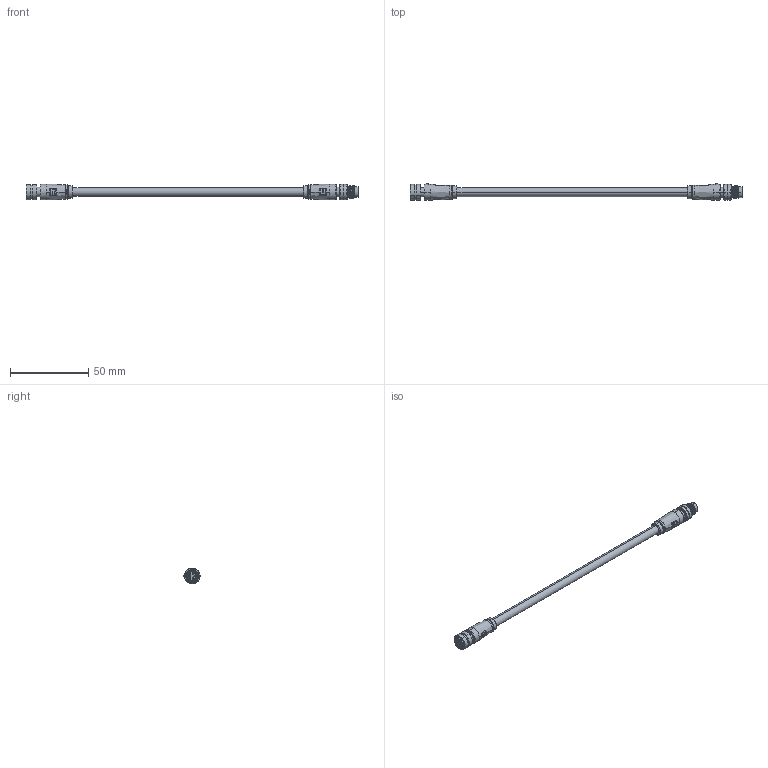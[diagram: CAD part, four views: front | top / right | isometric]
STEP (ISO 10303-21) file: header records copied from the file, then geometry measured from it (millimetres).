
FILE_DESCRIPTION (( 'STEP AP203' ), '1' );
FILE_NAME ('10-05384revA.STEP', '2023-03-17T20:23:09', ( '' ), ( '' ), 'SwSTEP 2.0', 'SolidWorks 2021', '' );
FILE_SCHEMA (( 'CONFIG_CONTROL_DESIGN' ));
Length unit declared in the file: millimetre
Products named in the file (12): 50-01004-03___; 50-01003_STEP; 50-01004-02_STEP; 10-05384revA; 50-01003-03___; 50-01004-01___; 50-01004-04___; 30-02980_blunt cut; 50-01003-02_STEP; 50-01004_STEP; 24-00400_3D print; 50-01003-01___
Assembly tree (20 placements, depth 3):
  10-05384revA
    30-02980_blunt cut
    24-00400_3D print  x2
    50-01004_STEP
      50-01004-01___
      50-01004-02_STEP
      50-01004-03___  x5
      50-01004-04___
    50-01003_STEP
      50-01003-01___
      50-01003-02_STEP
      50-01003-03___  x5
Bounding box: 212 x 10.25 x 10 mm (x, y, z)
Volume: 7779.6 mm3; surface area: 36715.4 mm2
Topology: 225 solids, 225 shells, 2111 faces, 4601 edges, 2988 vertices
Faces by surface type: cylinder 1112, plane 681, bspline 151, cone 109, torus 48, sphere 10
Entity records: 50249 total; most frequent: CARTESIAN_POINT 12101, DIRECTION 8300, ORIENTED_EDGE 6800, AXIS2_PLACEMENT_3D 3573, EDGE_CURVE 3400, VERTEX_POINT 2240, EDGE_LOOP 2098, CIRCLE 1993
